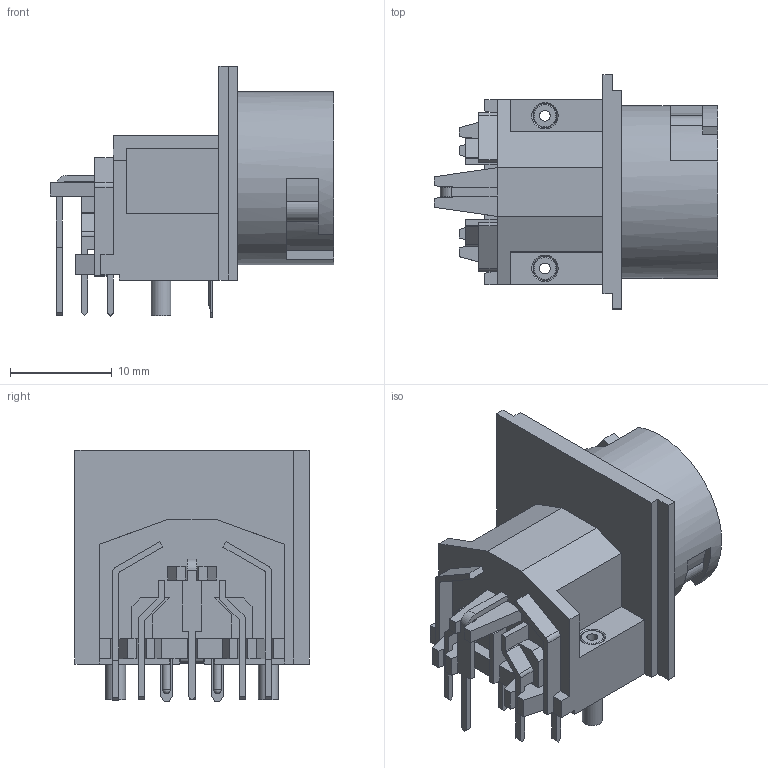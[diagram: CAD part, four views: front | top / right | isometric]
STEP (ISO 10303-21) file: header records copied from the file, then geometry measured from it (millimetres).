
FILE_DESCRIPTION(/* description */ (''),/* implementation_level */ '2;1');
FILE_NAME(/* name */ 'T_3427_600_U.stp',/* time_stamp */ '2015-04-08T14:22:10+02:00',/* author */ (''),/* organization */ (''),/* preprocessor_version */ 'ST-DEVELOPER v11',/* originating_system */ 'SIEMENS PLM Software NX 7.5',/* authorisation */ '');
FILE_SCHEMA (('CONFIG_CONTROL_DESIGN'));
Length unit declared in the file: millimetre
Products named in the file (1): T 3427 600_3d customer_01
Bounding box: 27.9 x 23 x 24.7 mm (x, y, z)
Volume: 4242.8 mm3; surface area: 4243.9 mm2
Topology: 1 solids, 1 shells, 397 faces, 1128 edges, 736 vertices
Faces by surface type: plane 313, cylinder 62, cone 8, sphere 8, torus 4, bspline 2
Full cylindrical faces by diameter (mm): 1.05 x2, 1.95 x2, 1.98 x2, 2.4 x2, 17 x1
Entity records: 12718 total; most frequent: CARTESIAN_POINT 2347, ORIENTED_EDGE 2180, DIRECTION 2044, EDGE_CURVE 1090, LINE 918, VECTOR 918, VERTEX_POINT 726, AXIS2_PLACEMENT_3D 563
